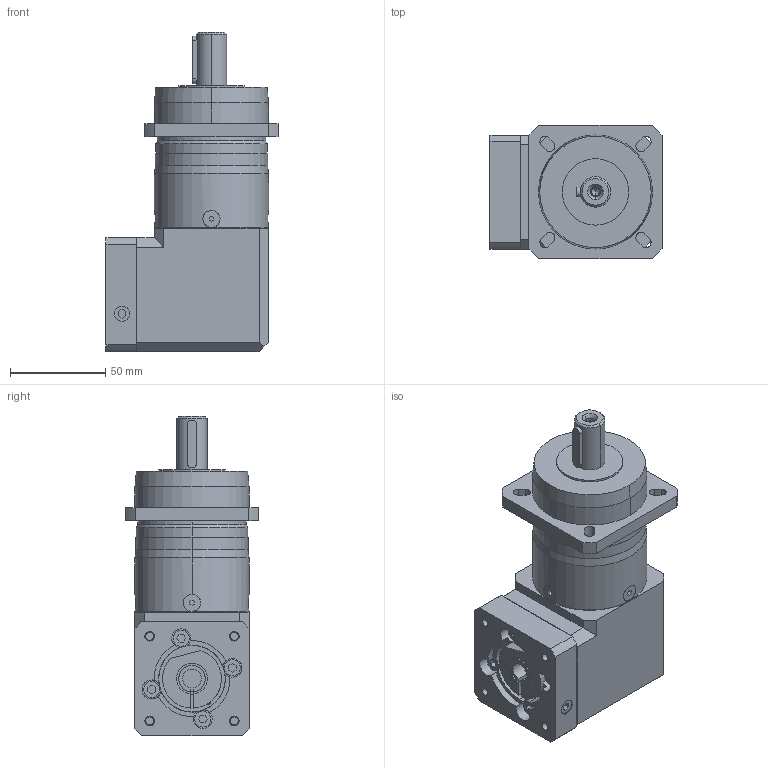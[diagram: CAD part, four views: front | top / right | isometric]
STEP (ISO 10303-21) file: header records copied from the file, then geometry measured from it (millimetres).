
FILE_DESCRIPTION((''),'2;1');
FILE_NAME('MB_WPLHE_MASTER','2022-05-30T',('agw'),(''),'CREO PARAMETRIC BY PTC INC, 2018360','CREO PARAMETRIC BY PTC INC, 2018360','');
FILE_SCHEMA(('AUTOMOTIVE_DESIGN { 1 0 10303 214 1 1 1 1 }'));
Length unit declared in the file: millimetre
Products named in the file (1): MB_WPLHE_MASTER
Bounding box: 90.5 x 70 x 168 mm (x, y, z)
Volume: 532824.5 mm3; surface area: 59069.5 mm2
Topology: 1 solids, 6 shells, 311 faces, 757 edges, 495 vertices
Faces by surface type: plane 182, cylinder 109, cone 12, torus 8
Entity records: 11057 total; most frequent: CARTESIAN_POINT 1766, DIRECTION 1621, ORIENTED_EDGE 1490, EDGE_CURVE 755, AXIS2_PLACEMENT_3D 566, VERTEX_POINT 495, VECTOR 489, LINE 489
